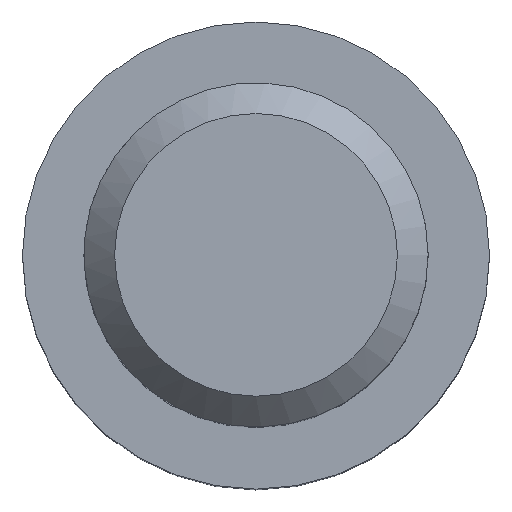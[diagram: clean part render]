
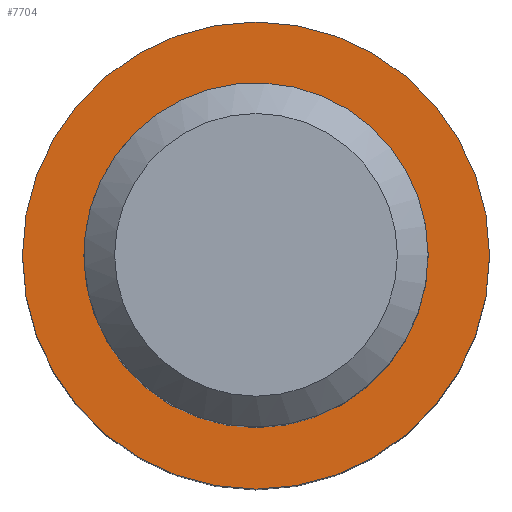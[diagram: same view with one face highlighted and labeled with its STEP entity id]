
A CAD part, top view. The second image highlights one B-rep face of the part: STEP entity #7704.
In plain terms, the highlighted planar face has unit normal (0, 0, 1).
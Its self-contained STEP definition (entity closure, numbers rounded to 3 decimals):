
#189 = DIRECTION ( 'NONE',  ( 1., 0., 0. ) ) ;
#290 = DIRECTION ( 'NONE',  ( 1., 0., 0. ) ) ;
#910 = CIRCLE ( 'NONE', #3415, 3.8 ) ;
#1514 = FACE_OUTER_BOUND ( 'NONE', #8534, .T. ) ;
#2410 = FACE_BOUND ( 'NONE', #8328, .T. ) ;
#3319 = ORIENTED_EDGE ( 'NONE', *, *, #8748, .T. ) ;
#3415 = AXIS2_PLACEMENT_3D ( 'NONE', #8961, #4081, #189 ) ;
#3873 = VERTEX_POINT ( 'NONE', #7607 ) ;
#3888 = AXIS2_PLACEMENT_3D ( 'NONE', #10259, #10174, #5262 ) ;
#4081 = DIRECTION ( 'NONE',  ( 0., 0., 1. ) ) ;
#5262 = DIRECTION ( 'NONE',  ( 1., 0., 0. ) ) ;
#6086 = DIRECTION ( 'NONE',  ( 0., 0., 1. ) ) ;
#6749 = VERTEX_POINT ( 'NONE', #7644 ) ;
#7607 = CARTESIAN_POINT ( 'NONE',  ( 3.8, 0., 8. ) ) ;
#7644 = CARTESIAN_POINT ( 'NONE',  ( 2.8, 0., 8. ) ) ;
#7704 = ADVANCED_FACE ( 'NONE', ( #1514, #2410 ), #8300, .T. ) ;
#8087 = EDGE_CURVE ( 'NONE', #6749, #6749, #11760, .T. ) ;
#8300 = PLANE ( 'NONE',  #3888 ) ;
#8328 = EDGE_LOOP ( 'NONE', ( #12049 ) ) ;
#8534 = EDGE_LOOP ( 'NONE', ( #3319 ) ) ;
#8748 = EDGE_CURVE ( 'NONE', #3873, #3873, #910, .T. ) ;
#8961 = CARTESIAN_POINT ( 'NONE',  ( 0., 0., 8. ) ) ;
#10174 = DIRECTION ( 'NONE',  ( 0., 0., 1. ) ) ;
#10259 = CARTESIAN_POINT ( 'NONE',  ( 0., 0., 8. ) ) ;
#11064 = CARTESIAN_POINT ( 'NONE',  ( 0., 0., 8. ) ) ;
#11760 = CIRCLE ( 'NONE', #12427, 2.8 ) ;
#12049 = ORIENTED_EDGE ( 'NONE', *, *, #8087, .F. ) ;
#12427 = AXIS2_PLACEMENT_3D ( 'NONE', #11064, #6086, #290 ) ;
